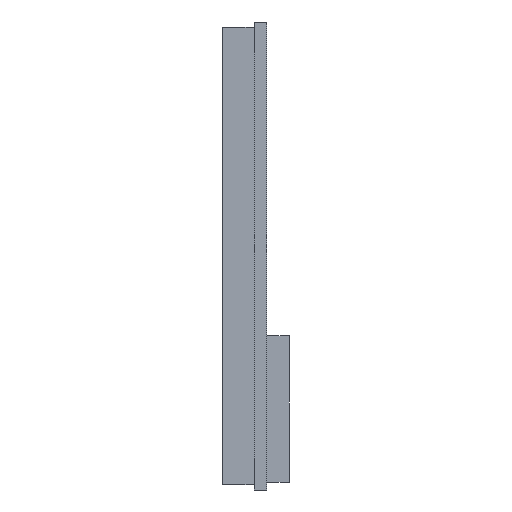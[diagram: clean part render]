
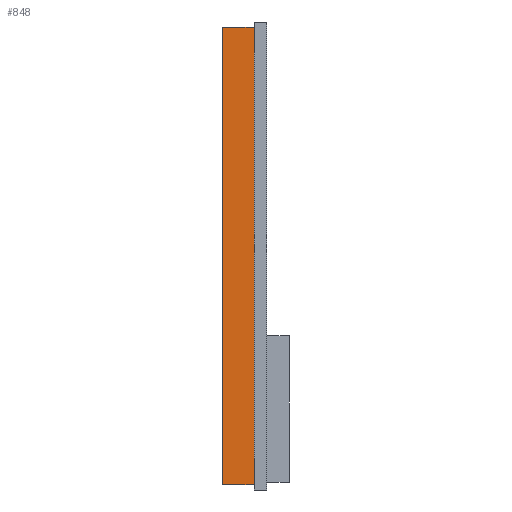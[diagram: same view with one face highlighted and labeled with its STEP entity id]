
A CAD part, left-side view. The second image highlights one B-rep face of the part: STEP entity #848.
In plain terms, the highlighted planar face has unit normal (-1, 0, 0).
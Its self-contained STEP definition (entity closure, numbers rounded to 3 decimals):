
#220=FACE_OUTER_BOUND('',#258,.T.);
#258=EDGE_LOOP('',(#646,#647,#648,#649));
#351=LINE('',#1309,#409);
#352=LINE('',#1312,#410);
#353=LINE('',#1314,#411);
#354=LINE('',#1315,#412);
#409=VECTOR('',#1036,10.);
#410=VECTOR('',#1039,10.);
#411=VECTOR('',#1040,10.);
#412=VECTOR('',#1041,10.);
#461=VERTEX_POINT('',#1303);
#463=VERTEX_POINT('',#1307);
#464=VERTEX_POINT('',#1311);
#465=VERTEX_POINT('',#1313);
#535=EDGE_CURVE('',#461,#463,#351,.T.);
#536=EDGE_CURVE('',#461,#464,#352,.T.);
#537=EDGE_CURVE('',#465,#463,#353,.T.);
#538=EDGE_CURVE('',#464,#465,#354,.T.);
#646=ORIENTED_EDGE('',*,*,#536,.F.);
#647=ORIENTED_EDGE('',*,*,#535,.T.);
#648=ORIENTED_EDGE('',*,*,#537,.F.);
#649=ORIENTED_EDGE('',*,*,#538,.F.);
#832=PLANE('',#909);
#848=ADVANCED_FACE('',(#220),#832,.T.);
#909=AXIS2_PLACEMENT_3D('',#1310,#1037,#1038);
#1036=DIRECTION('',(0.,1.,0.));
#1037=DIRECTION('center_axis',(-1.,0.,0.));
#1038=DIRECTION('ref_axis',(0.,0.,1.));
#1039=DIRECTION('',(0.,0.,-1.));
#1040=DIRECTION('',(0.,0.,1.));
#1041=DIRECTION('',(0.,1.,0.));
#1303=CARTESIAN_POINT('',(-47.6,1.65,30.225));
#1307=CARTESIAN_POINT('',(-47.6,5.8,30.225));
#1309=CARTESIAN_POINT('',(-47.6,1.65,30.225));
#1310=CARTESIAN_POINT('Origin',(-47.6,1.65,-30.225));
#1311=CARTESIAN_POINT('',(-47.6,1.65,-30.225));
#1312=CARTESIAN_POINT('',(-47.6,1.65,-15.113));
#1313=CARTESIAN_POINT('',(-47.6,5.8,-30.225));
#1314=CARTESIAN_POINT('',(-47.6,5.8,-30.225));
#1315=CARTESIAN_POINT('',(-47.6,1.65,-30.225));
